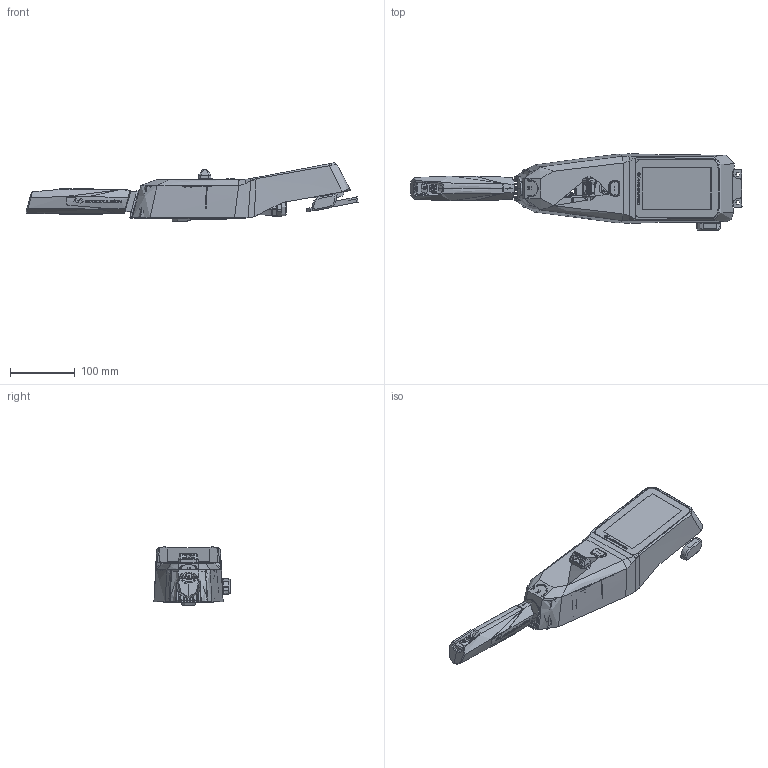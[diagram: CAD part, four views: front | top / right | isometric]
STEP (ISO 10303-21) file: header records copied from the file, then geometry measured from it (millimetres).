
FILE_DESCRIPTION (( 'STEP AP214' ), '1' );
FILE_NAME ('ER-A0907珨极源偶-0726baadde.STEP', '2025-10-21T12:39:34', ( 'Windows 蚚誧' ), ( '' ), 'SwSTEP 2.0', 'SolidWorks 2021', '' );
FILE_SCHEMA (( 'AUTOMOTIVE_DESIGN' ));
Length unit declared in the file: millimetre
Products named in the file (1): ER-A0907珨极源偶-0726baadde
Bounding box: 510.91 x 117.22 x 90.04 mm (x, y, z)
Topology: 0 solids, 60 shells, 1550 faces, 6780 edges, 5099 vertices
Faces by surface type: bspline 622, plane 512, cylinder 283, cone 80, torus 32, sphere 21
Full cylindrical faces by diameter (mm): 32 x1
Entity records: 141256 total; most frequent: CARTESIAN_POINT 78968, ORIENTED_EDGE 9768, EDGE_CURVE 6777, DIRECTION 6322, VERTEX_POINT 5103, B_SPLINE_CURVE_WITH_KNOTS 2882, LINE 2558, VECTOR 2558
